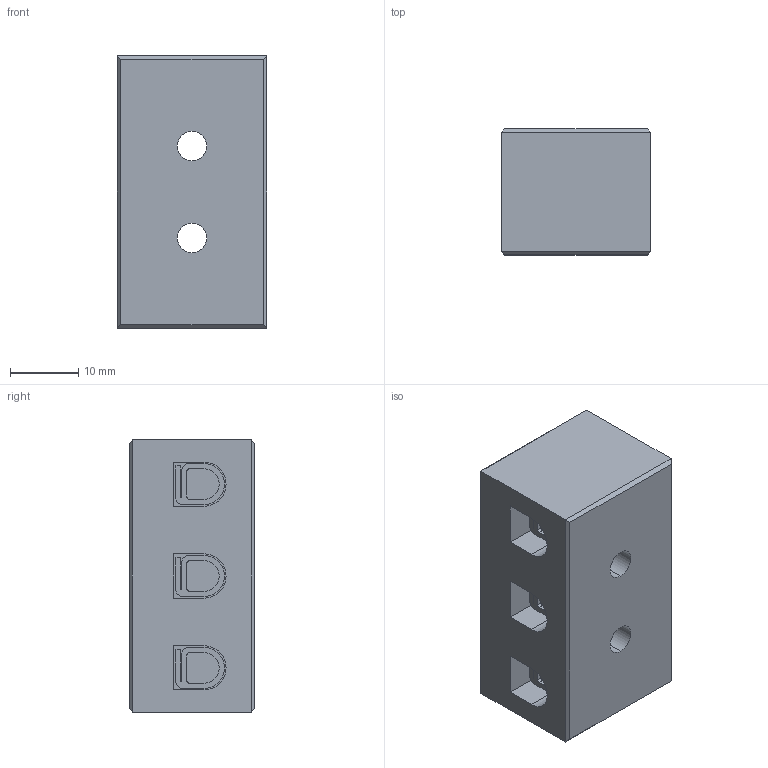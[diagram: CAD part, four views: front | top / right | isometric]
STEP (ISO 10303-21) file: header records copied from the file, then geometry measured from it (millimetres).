
FILE_DESCRIPTION (( 'STEP AP203' ), '1' );
FILE_NAME ('No 2 3 lü Steatit Klemens.STEP', '2020-08-21T11:00:38', ( '' ), ( '' ), 'SwSTEP 2.0', 'SolidWorks 2011', '' );
FILE_SCHEMA (( 'CONFIG_CONTROL_DESIGN' ));
Length unit declared in the file: millimetre
Products named in the file (1): No 2 3 lü Steatit Klemens
Bounding box: 22 x 18.5 x 40 mm (x, y, z)
Volume: 13790.5 mm3; surface area: 6366.2 mm2
Topology: 1 solids, 1 shells, 263 faces, 646 edges, 428 vertices
Faces by surface type: plane 171, cylinder 80, cone 12
Entity records: 7893 total; most frequent: CARTESIAN_POINT 1410, DIRECTION 1358, ORIENTED_EDGE 1292, EDGE_CURVE 646, AXIS2_PLACEMENT_3D 472, VERTEX_POINT 428, LINE 414, VECTOR 414
